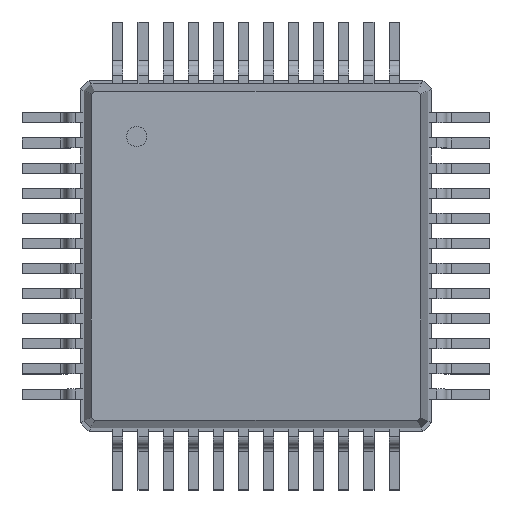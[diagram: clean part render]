
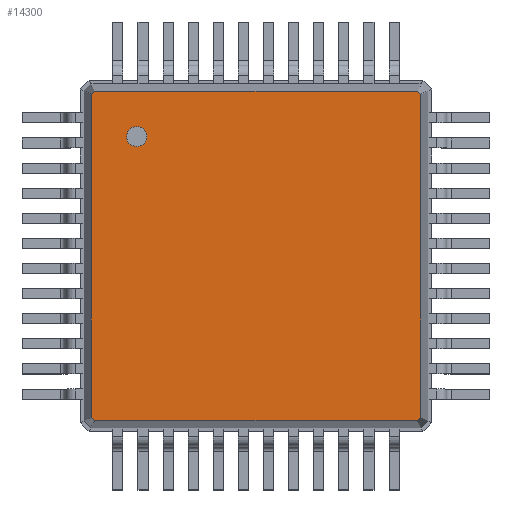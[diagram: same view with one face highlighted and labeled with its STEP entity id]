
A CAD part, top view. The second image highlights one B-rep face of the part: STEP entity #14300.
In plain terms, the highlighted planar face has unit normal (0, 0, 1).
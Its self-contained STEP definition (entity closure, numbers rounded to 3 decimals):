
#13=DIRECTION('',(0.,0.,1.));
#27=VECTOR('',#28,1.);
#28=DIRECTION('',(1.,0.,0.));
#34=VECTOR('',#35,1.);
#35=DIRECTION('',(0.,-1.,0.));
#118=VECTOR('',#119,1.);
#119=DIRECTION('',(0.707,0.707,0.));
#125=VECTOR('',#126,1.);
#126=DIRECTION('',(0.,1.,0.));
#132=VECTOR('',#133,1.);
#133=DIRECTION('',(-0.707,0.707,0.));
#139=VECTOR('',#140,1.);
#140=DIRECTION('',(-1.,0.,0.));
#146=VECTOR('',#147,1.);
#147=DIRECTION('',(-0.707,-0.707,0.));
#156=VECTOR('',#157,1.);
#157=DIRECTION('',(0.707,-0.707,0.));
#9810=VERTEX_POINT('',#9811);
#9811=CARTESIAN_POINT('',(3.213,3.276,1.6));
#9813=ORIENTED_EDGE('',*,*,#9814,.F.);
#9814=EDGE_CURVE('',#9815,#9810,#9817,.T.);
#9815=VERTEX_POINT('',#9816);
#9816=CARTESIAN_POINT('',(-3.213,3.276,1.6));
#9817=LINE('',#9816,#27);
#10896=ORIENTED_EDGE('',*,*,#10897,.F.);
#10897=EDGE_CURVE('',#10898,#9815,#10900,.T.);
#10898=VERTEX_POINT('',#10899);
#10899=CARTESIAN_POINT('',(-3.276,3.213,1.6));
#10900=LINE('',#10899,#118);
#10911=VERTEX_POINT('',#10912);
#10912=CARTESIAN_POINT('',(3.276,3.213,1.6));
#10914=ORIENTED_EDGE('',*,*,#10915,.F.);
#10915=EDGE_CURVE('',#9810,#10911,#10916,.T.);
#10916=LINE('',#9811,#156);
#10960=ORIENTED_EDGE('',*,*,#10961,.F.);
#10961=EDGE_CURVE('',#10962,#10898,#10964,.T.);
#10962=VERTEX_POINT('',#10963);
#10963=CARTESIAN_POINT('',(-3.276,-3.213,1.6));
#10964=LINE('',#10963,#125);
#12080=VERTEX_POINT('',#12081);
#12081=CARTESIAN_POINT('',(3.276,-3.213,1.6));
#12083=ORIENTED_EDGE('',*,*,#12084,.F.);
#12084=EDGE_CURVE('',#10911,#12080,#12085,.T.);
#12085=LINE('',#10912,#34);
#13162=ORIENTED_EDGE('',*,*,#13163,.F.);
#13163=EDGE_CURVE('',#13164,#10962,#13166,.T.);
#13164=VERTEX_POINT('',#13165);
#13165=CARTESIAN_POINT('',(-3.213,-3.276,1.6));
#13166=LINE('',#13165,#132);
#13177=VERTEX_POINT('',#13178);
#13178=CARTESIAN_POINT('',(3.213,-3.276,1.6));
#13180=ORIENTED_EDGE('',*,*,#13181,.F.);
#13181=EDGE_CURVE('',#12080,#13177,#13182,.T.);
#13182=LINE('',#12081,#146);
#13226=ORIENTED_EDGE('',*,*,#13227,.F.);
#13227=EDGE_CURVE('',#13177,#13164,#13228,.T.);
#13228=LINE('',#13178,#139);
#14300=ADVANCED_FACE('',(#14301,#14303),#14312,.T.);
#14301=FACE_BOUND('',#14302,.T.);
#14302=EDGE_LOOP('',(#9813,#10896,#10960,#13162,#13226,#13180,#12083,#10914));
#14303=FACE_BOUND('',#14304,.T.);
#14304=EDGE_LOOP('',(#14305));
#14305=ORIENTED_EDGE('',*,*,#14306,.F.);
#14306=EDGE_CURVE('',#14307,#14307,#14309,.T.);
#14307=VERTEX_POINT('',#14308);
#14308=CARTESIAN_POINT('',(-2.376,2.176,1.6));
#14309=CIRCLE('',#14310,0.2);
#14310=AXIS2_PLACEMENT_3D('',#14311,#13,#35);
#14311=CARTESIAN_POINT('',(-2.376,2.376,1.6));
#14312=PLANE('',#14313);
#14313=AXIS2_PLACEMENT_3D('',#9816,#13,#14314);
#14314=DIRECTION('',(0.7,-0.714,0.));
